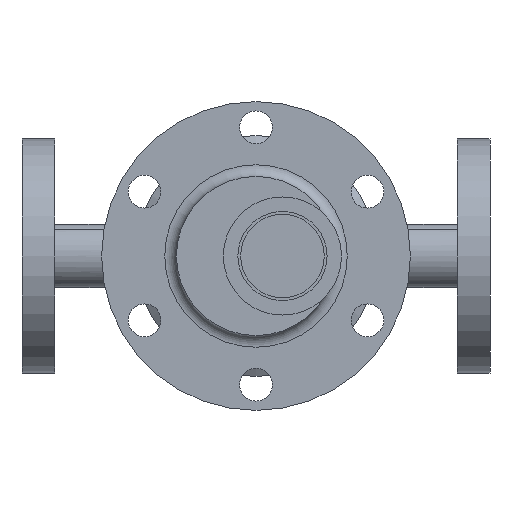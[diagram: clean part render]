
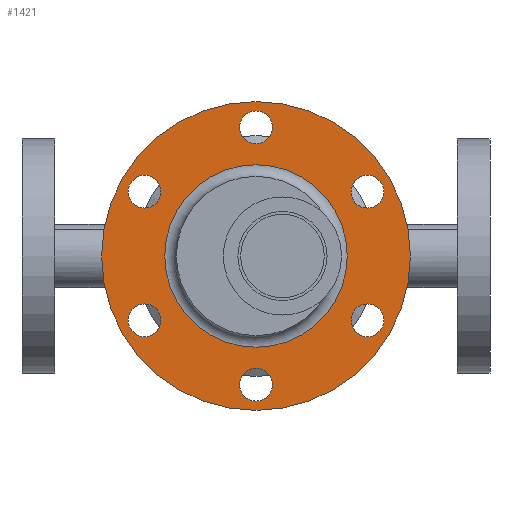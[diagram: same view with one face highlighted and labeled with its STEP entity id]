
A CAD part, left-side view. The second image highlights one B-rep face of the part: STEP entity #1421.
In plain terms, the highlighted planar face has unit normal (-1, 0, 0).
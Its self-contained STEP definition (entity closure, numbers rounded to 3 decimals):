
#106=FACE_BOUND('',#371,.T.);
#107=FACE_BOUND('',#372,.T.);
#108=FACE_BOUND('',#373,.T.);
#109=FACE_BOUND('',#374,.T.);
#110=FACE_BOUND('',#375,.T.);
#111=FACE_BOUND('',#376,.T.);
#112=FACE_BOUND('',#377,.T.);
#132=PLANE('',#1643);
#215=FACE_OUTER_BOUND('',#370,.T.);
#370=EDGE_LOOP('',(#1274));
#371=EDGE_LOOP('',(#1275));
#372=EDGE_LOOP('',(#1276));
#373=EDGE_LOOP('',(#1277));
#374=EDGE_LOOP('',(#1278));
#375=EDGE_LOOP('',(#1279));
#376=EDGE_LOOP('',(#1280));
#377=EDGE_LOOP('',(#1281));
#585=CIRCLE('',#1599,7.);
#587=CIRCLE('',#1602,7.);
#589=CIRCLE('',#1605,7.);
#591=CIRCLE('',#1608,7.);
#593=CIRCLE('',#1611,7.);
#595=CIRCLE('',#1614,7.);
#605=CIRCLE('',#1632,39.);
#611=CIRCLE('',#1642,66.);
#707=VERTEX_POINT('',#2573);
#709=VERTEX_POINT('',#2579);
#711=VERTEX_POINT('',#2585);
#713=VERTEX_POINT('',#2591);
#715=VERTEX_POINT('',#2597);
#717=VERTEX_POINT('',#2603);
#727=VERTEX_POINT('',#2637);
#732=VERTEX_POINT('',#2653);
#876=EDGE_CURVE('',#707,#707,#585,.T.);
#879=EDGE_CURVE('',#709,#709,#587,.T.);
#882=EDGE_CURVE('',#711,#711,#589,.T.);
#885=EDGE_CURVE('',#713,#713,#591,.T.);
#888=EDGE_CURVE('',#715,#715,#593,.T.);
#891=EDGE_CURVE('',#717,#717,#595,.T.);
#907=EDGE_CURVE('',#727,#727,#605,.T.);
#914=EDGE_CURVE('',#732,#732,#611,.T.);
#1274=ORIENTED_EDGE('',*,*,#914,.T.);
#1275=ORIENTED_EDGE('',*,*,#876,.T.);
#1276=ORIENTED_EDGE('',*,*,#879,.T.);
#1277=ORIENTED_EDGE('',*,*,#882,.T.);
#1278=ORIENTED_EDGE('',*,*,#885,.T.);
#1279=ORIENTED_EDGE('',*,*,#888,.T.);
#1280=ORIENTED_EDGE('',*,*,#891,.T.);
#1281=ORIENTED_EDGE('',*,*,#907,.F.);
#1421=ADVANCED_FACE('',(#215,#106,#107,#108,#109,#110,#111,#112),#132,.T.);
#1599=AXIS2_PLACEMENT_3D('',#2574,#1997,#1998);
#1602=AXIS2_PLACEMENT_3D('',#2580,#2004,#2005);
#1605=AXIS2_PLACEMENT_3D('',#2586,#2011,#2012);
#1608=AXIS2_PLACEMENT_3D('',#2592,#2018,#2019);
#1611=AXIS2_PLACEMENT_3D('',#2598,#2025,#2026);
#1614=AXIS2_PLACEMENT_3D('',#2604,#2032,#2033);
#1632=AXIS2_PLACEMENT_3D('',#2638,#2074,#2075);
#1642=AXIS2_PLACEMENT_3D('',#2654,#2095,#2096);
#1643=AXIS2_PLACEMENT_3D('',#2656,#2098,#2099);
#1997=DIRECTION('center_axis',(1.,0.,0.));
#1998=DIRECTION('ref_axis',(0.,0.,1.));
#2004=DIRECTION('center_axis',(1.,0.,0.));
#2005=DIRECTION('ref_axis',(0.,0.,1.));
#2011=DIRECTION('center_axis',(1.,0.,0.));
#2012=DIRECTION('ref_axis',(0.,0.,1.));
#2018=DIRECTION('center_axis',(1.,0.,0.));
#2019=DIRECTION('ref_axis',(0.,0.,1.));
#2025=DIRECTION('center_axis',(1.,0.,0.));
#2026=DIRECTION('ref_axis',(0.,0.,1.));
#2032=DIRECTION('center_axis',(1.,0.,0.));
#2033=DIRECTION('ref_axis',(0.,0.,1.));
#2074=DIRECTION('center_axis',(-1.,0.,0.));
#2075=DIRECTION('ref_axis',(0.,0.,1.));
#2095=DIRECTION('center_axis',(-1.,0.,0.));
#2096=DIRECTION('ref_axis',(0.,0.,1.));
#2098=DIRECTION('center_axis',(-1.,0.,0.));
#2099=DIRECTION('ref_axis',(0.,0.,1.));
#2573=CARTESIAN_POINT('',(-1020.,47.631,-34.5));
#2574=CARTESIAN_POINT('Origin',(-1020.,47.631,-27.5));
#2579=CARTESIAN_POINT('',(-1020.,47.631,20.5));
#2580=CARTESIAN_POINT('Origin',(-1020.,47.631,27.5));
#2585=CARTESIAN_POINT('',(-1020.,-47.631,-34.5));
#2586=CARTESIAN_POINT('Origin',(-1020.,-47.631,-27.5));
#2591=CARTESIAN_POINT('',(-1020.,0.,-62.));
#2592=CARTESIAN_POINT('Origin',(-1020.,0.,
-55.));
#2597=CARTESIAN_POINT('',(-1020.,0.,48.));
#2598=CARTESIAN_POINT('Origin',(-1020.,0.,
55.));
#2603=CARTESIAN_POINT('',(-1020.,-47.631,20.5));
#2604=CARTESIAN_POINT('Origin',(-1020.,-47.631,27.5));
#2637=CARTESIAN_POINT('',(-1020.,0.,-39.));
#2638=CARTESIAN_POINT('Origin',(-1020.,0.,0.));
#2653=CARTESIAN_POINT('',(-1020.,-66.,0.));
#2654=CARTESIAN_POINT('Origin',(-1020.,0.,0.));
#2656=CARTESIAN_POINT('Origin',(-1020.,39.,0.));
